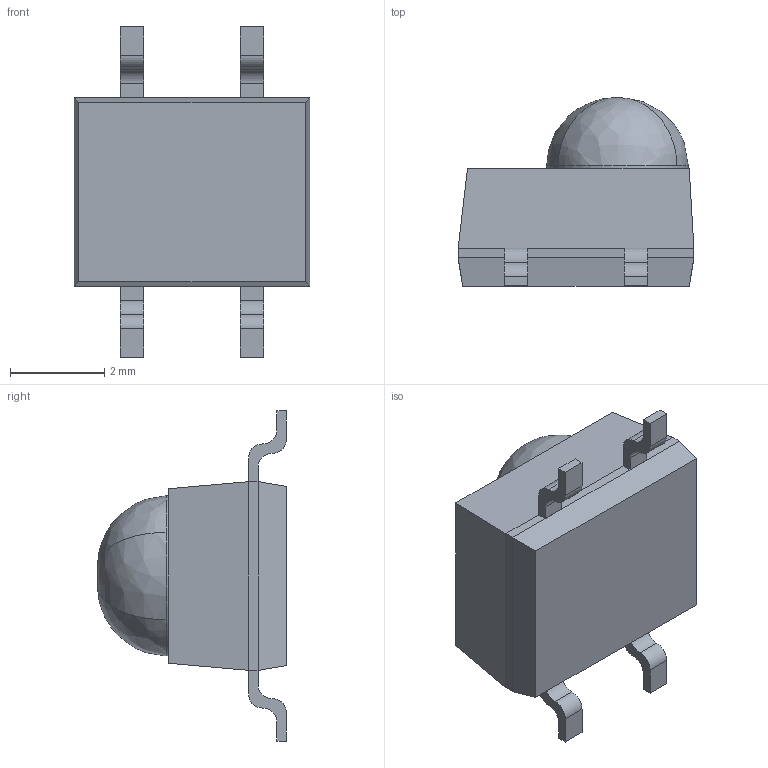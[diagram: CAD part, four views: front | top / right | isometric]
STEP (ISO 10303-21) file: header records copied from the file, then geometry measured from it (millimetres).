
FILE_DESCRIPTION(/* description */ (''),/* implementation_level */ '2;1');
FILE_NAME(/* name */ 'IRM-H638T.step',/* time_stamp */ '2020-10-31T02:25:31+01:00',/* author */ (''),/* organization */ (''),/* preprocessor_version */ 'ST-DEVELOPER v18.1',/* originating_system */ 'Autodesk Translation Framework v9.3.0.1241',/* authorisation */ '');
FILE_SCHEMA (('AUTOMOTIVE_DESIGN { 1 0 10303 214 3 1 1 }'));
Length unit declared in the file: millimetre
Products named in the file (1): (Unsaved)
Bounding box: 5 x 4 x 7 mm (x, y, z)
Volume: 56.4 mm3; surface area: 201.2 mm2
Topology: 8 solids, 8 shells, 75 faces, 177 edges, 116 vertices
Faces by surface type: plane 52, cylinder 16, bspline 7
Entity records: 2428 total; most frequent: CARTESIAN_POINT 664, ORIENTED_EDGE 350, DIRECTION 343, EDGE_CURVE 175, LINE 127, VECTOR 127, VERTEX_POINT 116, AXIS2_PLACEMENT_3D 108
